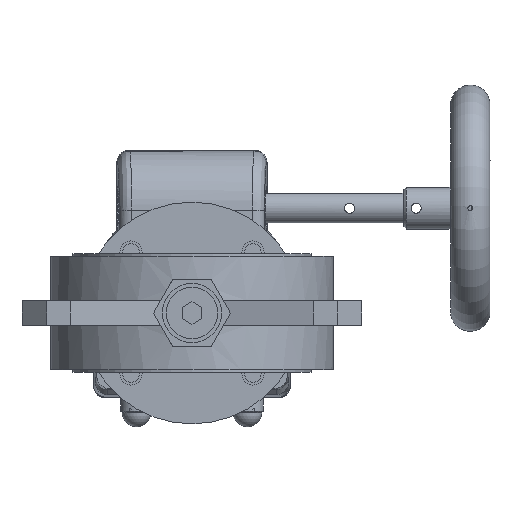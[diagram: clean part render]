
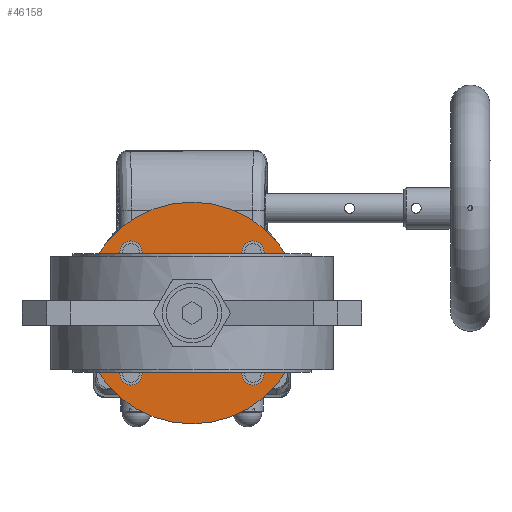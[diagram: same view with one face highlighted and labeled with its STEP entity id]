
A CAD part, front view. The second image highlights one B-rep face of the part: STEP entity #46158.
In plain terms, the highlighted planar face has unit normal (0, -1, 0).
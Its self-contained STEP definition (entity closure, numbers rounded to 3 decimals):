
#1375=PLANE('',#50563);
#1830=FACE_BOUND('',#16289,.T.);
#1831=FACE_BOUND('',#16290,.T.);
#1832=FACE_BOUND('',#16291,.T.);
#1833=FACE_BOUND('',#16292,.T.);
#1834=FACE_BOUND('',#16293,.T.);
#3541=CIRCLE('',#50479,4.5);
#3543=CIRCLE('',#50482,4.5);
#3545=CIRCLE('',#50485,4.5);
#3547=CIRCLE('',#50488,4.5);
#3550=CIRCLE('',#50492,45.);
#6722=LINE('',#156359,#9937);
#6854=LINE('',#157693,#10069);
#6855=LINE('',#157695,#10070);
#6856=LINE('',#157697,#10071);
#6857=LINE('',#157699,#10072);
#6858=LINE('',#157701,#10073);
#6859=LINE('',#157703,#10074);
#6860=LINE('',#157705,#10075);
#6861=LINE('',#157707,#10076);
#6862=LINE('',#157709,#10077);
#6863=LINE('',#157710,#10078);
#6864=LINE('',#157711,#10079);
#9937=VECTOR('',#61449,1000.);
#10069=VECTOR('',#61587,1000.);
#10070=VECTOR('',#61588,1000.);
#10071=VECTOR('',#61589,1000.);
#10072=VECTOR('',#61590,1000.);
#10073=VECTOR('',#61591,1000.);
#10074=VECTOR('',#61592,1000.);
#10075=VECTOR('',#61593,1000.);
#10076=VECTOR('',#61594,1000.);
#10077=VECTOR('',#61595,1000.);
#10078=VECTOR('',#61596,1000.);
#10079=VECTOR('',#61597,1000.);
#13445=FACE_OUTER_BOUND('',#16288,.T.);
#16288=EDGE_LOOP('',(#40832));
#16289=EDGE_LOOP('',(#40833,#40834,#40835,#40836,#40837,#40838,#40839,#40840,
#40841,#40842,#40843,#40844));
#16290=EDGE_LOOP('',(#40845));
#16291=EDGE_LOOP('',(#40846));
#16292=EDGE_LOOP('',(#40847));
#16293=EDGE_LOOP('',(#40848));
#21694=VERTEX_POINT('',#156110);
#21696=VERTEX_POINT('',#156116);
#21698=VERTEX_POINT('',#156122);
#21700=VERTEX_POINT('',#156128);
#21703=VERTEX_POINT('',#156136);
#21766=VERTEX_POINT('',#156356);
#21767=VERTEX_POINT('',#156358);
#21963=VERTEX_POINT('',#157691);
#21964=VERTEX_POINT('',#157692);
#21965=VERTEX_POINT('',#157694);
#21966=VERTEX_POINT('',#157696);
#21967=VERTEX_POINT('',#157698);
#21968=VERTEX_POINT('',#157700);
#21969=VERTEX_POINT('',#157702);
#21970=VERTEX_POINT('',#157704);
#21971=VERTEX_POINT('',#157706);
#21972=VERTEX_POINT('',#157708);
#28081=EDGE_CURVE('',#21694,#21694,#3541,.T.);
#28084=EDGE_CURVE('',#21696,#21696,#3543,.T.);
#28087=EDGE_CURVE('',#21698,#21698,#3545,.T.);
#28090=EDGE_CURVE('',#21700,#21700,#3547,.T.);
#28095=EDGE_CURVE('',#21703,#21703,#3550,.T.);
#28186=EDGE_CURVE('',#21766,#21767,#6722,.T.);
#28386=EDGE_CURVE('',#21963,#21964,#6854,.T.);
#28387=EDGE_CURVE('',#21963,#21965,#6855,.T.);
#28388=EDGE_CURVE('',#21965,#21966,#6856,.T.);
#28389=EDGE_CURVE('',#21966,#21967,#6857,.T.);
#28390=EDGE_CURVE('',#21968,#21967,#6858,.T.);
#28391=EDGE_CURVE('',#21969,#21968,#6859,.T.);
#28392=EDGE_CURVE('',#21969,#21970,#6860,.T.);
#28393=EDGE_CURVE('',#21971,#21970,#6861,.T.);
#28394=EDGE_CURVE('',#21972,#21971,#6862,.T.);
#28395=EDGE_CURVE('',#21767,#21972,#6863,.T.);
#28396=EDGE_CURVE('',#21766,#21964,#6864,.T.);
#40832=ORIENTED_EDGE('',*,*,#28095,.F.);
#40833=ORIENTED_EDGE('',*,*,#28386,.F.);
#40834=ORIENTED_EDGE('',*,*,#28387,.T.);
#40835=ORIENTED_EDGE('',*,*,#28388,.T.);
#40836=ORIENTED_EDGE('',*,*,#28389,.T.);
#40837=ORIENTED_EDGE('',*,*,#28390,.F.);
#40838=ORIENTED_EDGE('',*,*,#28391,.F.);
#40839=ORIENTED_EDGE('',*,*,#28392,.T.);
#40840=ORIENTED_EDGE('',*,*,#28393,.F.);
#40841=ORIENTED_EDGE('',*,*,#28394,.F.);
#40842=ORIENTED_EDGE('',*,*,#28395,.F.);
#40843=ORIENTED_EDGE('',*,*,#28186,.F.);
#40844=ORIENTED_EDGE('',*,*,#28396,.T.);
#40845=ORIENTED_EDGE('',*,*,#28081,.T.);
#40846=ORIENTED_EDGE('',*,*,#28084,.T.);
#40847=ORIENTED_EDGE('',*,*,#28087,.T.);
#40848=ORIENTED_EDGE('',*,*,#28090,.T.);
#46158=ADVANCED_FACE('',(#13445,#1830,#1831,#1832,#1833,#1834),#1375,.F.);
#50479=AXIS2_PLACEMENT_3D('',#156111,#61248,#61249);
#50482=AXIS2_PLACEMENT_3D('',#156117,#61255,#61256);
#50485=AXIS2_PLACEMENT_3D('',#156123,#61262,#61263);
#50488=AXIS2_PLACEMENT_3D('',#156129,#61269,#61270);
#50492=AXIS2_PLACEMENT_3D('',#156138,#61279,#61280);
#50563=AXIS2_PLACEMENT_3D('',#157690,#61585,#61586);
#61248=DIRECTION('center_axis',(0.,1.,0.));
#61249=DIRECTION('ref_axis',(0.,0.,1.));
#61255=DIRECTION('center_axis',(0.,1.,0.));
#61256=DIRECTION('ref_axis',(0.,0.,1.));
#61262=DIRECTION('center_axis',(0.,1.,0.));
#61263=DIRECTION('ref_axis',(0.,0.,1.));
#61269=DIRECTION('center_axis',(0.,1.,0.));
#61270=DIRECTION('ref_axis',(0.,0.,1.));
#61279=DIRECTION('center_axis',(0.,1.,0.));
#61280=DIRECTION('ref_axis',(0.,0.,1.));
#61449=DIRECTION('',(-1.,0.,0.));
#61585=DIRECTION('center_axis',(0.,1.,0.));
#61586=DIRECTION('ref_axis',(0.,0.,1.));
#61587=DIRECTION('',(-1.,0.,0.));
#61588=DIRECTION('',(0.,0.,-1.));
#61589=DIRECTION('',(-1.,0.,0.));
#61590=DIRECTION('',(0.,0.,-1.));
#61591=DIRECTION('',(1.,0.,0.));
#61592=DIRECTION('',(0.,0.,-1.));
#61593=DIRECTION('',(-1.,0.,0.));
#61594=DIRECTION('',(0.,0.,-1.));
#61595=DIRECTION('',(-1.,0.,0.));
#61596=DIRECTION('',(0.,0.,-1.));
#61597=DIRECTION('',(0.,0.,-1.));
#156110=CARTESIAN_POINT('',(-24.749,148.,-29.249));
#156111=CARTESIAN_POINT('Origin',(-24.749,148.,-24.749));
#156116=CARTESIAN_POINT('',(-24.749,148.,20.249));
#156117=CARTESIAN_POINT('Origin',(-24.749,148.,24.749));
#156122=CARTESIAN_POINT('',(24.749,148.,20.249));
#156123=CARTESIAN_POINT('Origin',(24.749,148.,24.749));
#156128=CARTESIAN_POINT('',(24.749,148.,-29.249));
#156129=CARTESIAN_POINT('Origin',(24.749,148.,-24.749));
#156136=CARTESIAN_POINT('',(0.,148.,-45.));
#156138=CARTESIAN_POINT('Origin',(0.,148.,0.));
#156356=CARTESIAN_POINT('',(17.,148.,13.5));
#156358=CARTESIAN_POINT('',(-17.,148.,13.5));
#156359=CARTESIAN_POINT('',(7.794,148.,13.5));
#157690=CARTESIAN_POINT('Origin',(0.,148.,0.));
#157691=CARTESIAN_POINT('',(26.,148.,5.));
#157692=CARTESIAN_POINT('',(17.,148.,5.));
#157693=CARTESIAN_POINT('',(-26.,148.,5.));
#157694=CARTESIAN_POINT('',(26.,148.,-5.));
#157695=CARTESIAN_POINT('',(26.,148.,5.));
#157696=CARTESIAN_POINT('',(17.,148.,-5.));
#157697=CARTESIAN_POINT('',(-26.,148.,-5.));
#157698=CARTESIAN_POINT('',(17.,148.,-13.5));
#157699=CARTESIAN_POINT('',(17.,148.,13.5));
#157700=CARTESIAN_POINT('',(-17.,148.,-13.5));
#157701=CARTESIAN_POINT('',(-7.794,148.,-13.5));
#157702=CARTESIAN_POINT('',(-17.,148.,-5.));
#157703=CARTESIAN_POINT('',(-17.,148.,13.5));
#157704=CARTESIAN_POINT('',(-26.,148.,-5.));
#157705=CARTESIAN_POINT('',(-26.,148.,-5.));
#157706=CARTESIAN_POINT('',(-26.,148.,5.));
#157707=CARTESIAN_POINT('',(-26.,148.,5.));
#157708=CARTESIAN_POINT('',(-17.,148.,5.));
#157709=CARTESIAN_POINT('',(-26.,148.,5.));
#157710=CARTESIAN_POINT('',(-17.,148.,13.5));
#157711=CARTESIAN_POINT('',(17.,148.,13.5));
